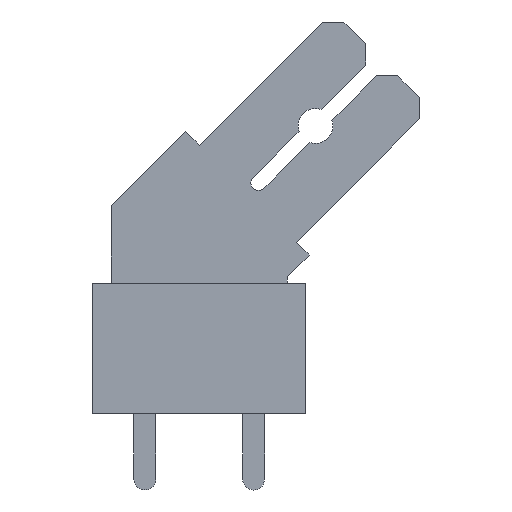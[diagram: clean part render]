
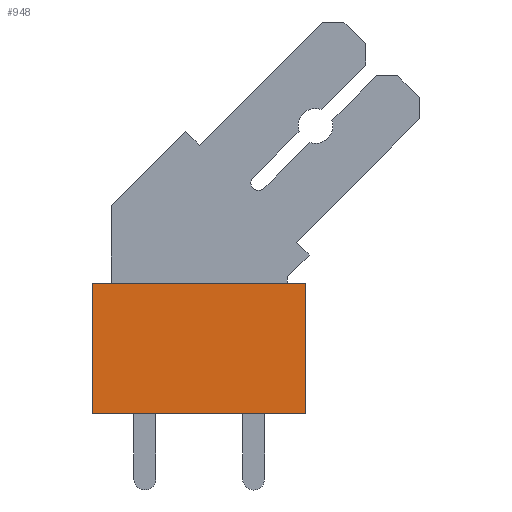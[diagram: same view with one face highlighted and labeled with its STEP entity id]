
A CAD part, left-side view. The second image highlights one B-rep face of the part: STEP entity #948.
In plain terms, the highlighted planar face has unit normal (-1, 0, 0).
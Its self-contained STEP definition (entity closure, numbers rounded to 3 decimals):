
#921=AXIS2_PLACEMENT_3D('Plane Axis2P3D',#918,#919,#920) ;
#49=CARTESIAN_POINT('Vertex',(0.,5.212,3.5)) ;
#52=CARTESIAN_POINT('Line Origine',(0.,10.112,3.5)) ;
#56=CARTESIAN_POINT('Vertex',(0.,15.012,3.5)) ;
#918=CARTESIAN_POINT('Axis2P3D Location',(0.,0.,0.)) ;
#923=CARTESIAN_POINT('Line Origine',(0.,10.112,9.5)) ;
#927=CARTESIAN_POINT('Vertex',(0.,5.212,9.5)) ;
#929=CARTESIAN_POINT('Vertex',(0.,15.012,9.5)) ;
#932=CARTESIAN_POINT('Line Origine',(0.,15.012,6.5)) ;
#937=CARTESIAN_POINT('Line Origine',(0.,5.212,6.5)) ;
#53=DIRECTION('Vector Direction',(0.,1.,0.)) ;
#919=DIRECTION('Axis2P3D Direction',(-1.,0.,0.)) ;
#920=DIRECTION('Axis2P3D XDirection',(0.,0.,1.)) ;
#924=DIRECTION('Vector Direction',(0.,-1.,0.)) ;
#933=DIRECTION('Vector Direction',(0.,0.,1.)) ;
#938=DIRECTION('Vector Direction',(0.,0.,-1.)) ;
#54=VECTOR('Line Direction',#53,1.) ;
#925=VECTOR('Line Direction',#924,1.) ;
#934=VECTOR('Line Direction',#933,1.) ;
#939=VECTOR('Line Direction',#938,1.) ;
#943=ORIENTED_EDGE('',*,*,#931,.T.) ;
#944=ORIENTED_EDGE('',*,*,#936,.T.) ;
#945=ORIENTED_EDGE('',*,*,#58,.T.) ;
#946=ORIENTED_EDGE('',*,*,#941,.T.) ;
#948=ADVANCED_FACE('_PCF 7.50/12/135 3.5SN OR BX 9512070000',(#947),#922,.T.) ;
#58=EDGE_CURVE('',#57,#50,#55,.F.) ;
#931=EDGE_CURVE('',#928,#930,#926,.F.) ;
#936=EDGE_CURVE('',#930,#57,#935,.F.) ;
#941=EDGE_CURVE('',#50,#928,#940,.F.) ;
#942=EDGE_LOOP('',(#943,#944,#945,#946)) ;
#947=FACE_OUTER_BOUND('',#942,.T.) ;
#55=LINE('Line',#52,#54) ;
#926=LINE('Line',#923,#925) ;
#935=LINE('Line',#932,#934) ;
#940=LINE('Line',#937,#939) ;
#922=PLANE('',#921) ;
#50=VERTEX_POINT('',#49) ;
#57=VERTEX_POINT('',#56) ;
#928=VERTEX_POINT('',#927) ;
#930=VERTEX_POINT('',#929) ;
